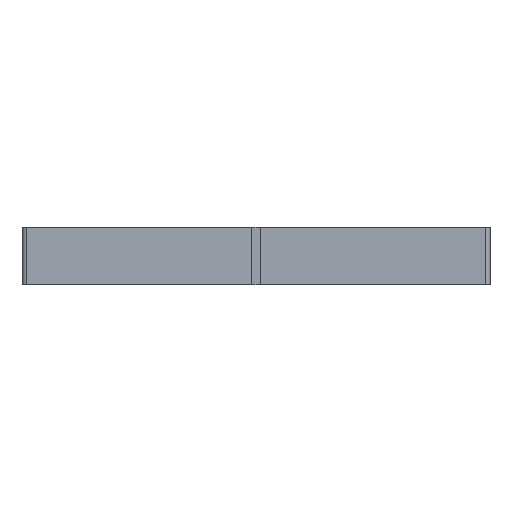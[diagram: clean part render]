
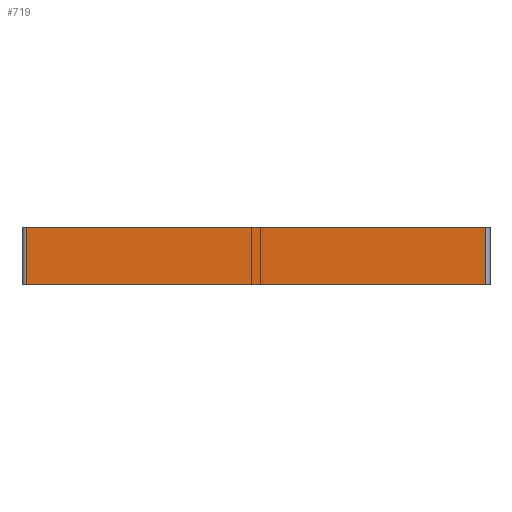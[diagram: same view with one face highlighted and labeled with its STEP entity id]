
A CAD part, front view. The second image highlights one B-rep face of the part: STEP entity #719.
In plain terms, the highlighted planar face has unit normal (0, -1, 0).
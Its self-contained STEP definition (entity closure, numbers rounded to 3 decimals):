
#661=CARTESIAN_POINT('',(2.,0.,25.0));
#662=VERTEX_POINT('',#661);
#671=CARTESIAN_POINT('',(2.,0.,0.0));
#672=VERTEX_POINT('',#671);
#680=CARTESIAN_POINT('',(2.,0.,0.0));
#681=DIRECTION('',(0.0,0.0,1.0));
#682=VECTOR('',#681,25.0);
#683=LINE('',#680,#682);
#684=EDGE_CURVE('',#672,#662,#683,.T.);
#689=CARTESIAN_POINT('',(202.,0.,0.0));
#690=DIRECTION('',(0.0,-1.0,0.0));
#691=DIRECTION('',(0.0,0.0,-1.0));
#692=AXIS2_PLACEMENT_3D('',#689,#690,#691);
#693=PLANE('',#692);
#694=CARTESIAN_POINT('',(200.,0.,25.0));
#695=VERTEX_POINT('',#694);
#696=CARTESIAN_POINT('',(200.,0.,0.0));
#697=VERTEX_POINT('',#696);
#698=CARTESIAN_POINT('',(200.,0.,25.0));
#699=DIRECTION('',(0.0,0.0,-1.0));
#700=VECTOR('',#699,25.0);
#701=LINE('',#698,#700);
#702=EDGE_CURVE('',#695,#697,#701,.T.);
#703=ORIENTED_EDGE('',*,*,#702,.F.);
#704=CARTESIAN_POINT('',(200.,0.,25.0));
#705=DIRECTION('',(-1.0,0.0,0.0));
#706=VECTOR('',#705,198.);
#707=LINE('',#704,#706);
#708=EDGE_CURVE('',#695,#662,#707,.T.);
#709=ORIENTED_EDGE('',*,*,#708,.T.);
#710=ORIENTED_EDGE('',*,*,#684,.F.);
#711=CARTESIAN_POINT('',(200.,0.,0.0));
#712=DIRECTION('',(-1.0,0.0,0.0));
#713=VECTOR('',#712,198.);
#714=LINE('',#711,#713);
#715=EDGE_CURVE('',#697,#672,#714,.T.);
#716=ORIENTED_EDGE('',*,*,#715,.F.);
#717=EDGE_LOOP('',(#703,#709,#710,#716));
#718=FACE_OUTER_BOUND('',#717,.T.);
#719=ADVANCED_FACE('',(#718),#693,.T.);
